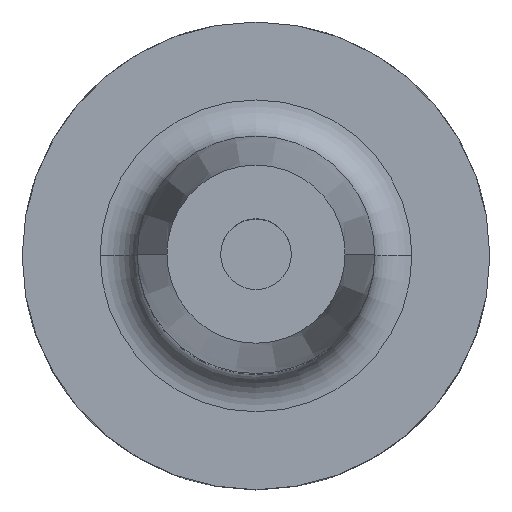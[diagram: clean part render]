
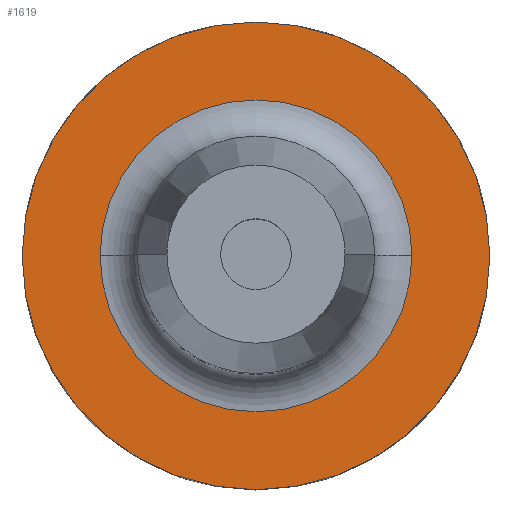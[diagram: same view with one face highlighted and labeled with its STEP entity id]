
A CAD part, top view. The second image highlights one B-rep face of the part: STEP entity #1619.
In plain terms, the highlighted planar face has unit normal (0, 0, 1).
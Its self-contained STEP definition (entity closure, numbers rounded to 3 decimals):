
#28 = ORIENTED_EDGE ( 'NONE', *, *, #3216, .T. ) ;
#166 = CIRCLE ( 'NONE', #470, 21. ) ;
#470 = AXIS2_PLACEMENT_3D ( 'NONE', #4230, #1986, #4610 ) ;
#523 = FACE_OUTER_BOUND ( 'NONE', #4049, .T. ) ;
#528 = CIRCLE ( 'NONE', #2542, 31.5 ) ;
#736 = ORIENTED_EDGE ( 'NONE', *, *, #2164, .T. ) ;
#918 = VERTEX_POINT ( 'NONE', #3090 ) ;
#1085 = EDGE_CURVE ( 'NONE', #918, #2787, #528, .T. ) ;
#1141 = DIRECTION ( 'NONE',  ( -1., 0., 0. ) ) ;
#1420 = DIRECTION ( 'NONE',  ( 0., 0., 1. ) ) ;
#1500 = CARTESIAN_POINT ( 'NONE',  ( 0., 0., 22. ) ) ;
#1506 = ORIENTED_EDGE ( 'NONE', *, *, #4246, .T. ) ;
#1619 = ADVANCED_FACE ( 'NONE', ( #4691, #523 ), #2288, .F. ) ;
#1779 = DIRECTION ( 'NONE',  ( 0., 0., -1. ) ) ;
#1788 = CIRCLE ( 'NONE', #3952, 31.5 ) ;
#1895 = DIRECTION ( 'NONE',  ( 1., 0., 0. ) ) ;
#1986 = DIRECTION ( 'NONE',  ( 0., 0., -1. ) ) ;
#2015 = EDGE_LOOP ( 'NONE', ( #1506, #736 ) ) ;
#2164 = EDGE_CURVE ( 'NONE', #4539, #2879, #166, .T. ) ;
#2194 = CIRCLE ( 'NONE', #3170, 21. ) ;
#2281 = CARTESIAN_POINT ( 'NONE',  ( 21., 0., 22. ) ) ;
#2288 = PLANE ( 'NONE',  #2794 ) ;
#2542 = AXIS2_PLACEMENT_3D ( 'NONE', #1500, #4149, #1895 ) ;
#2787 = VERTEX_POINT ( 'NONE', #4304 ) ;
#2794 = AXIS2_PLACEMENT_3D ( 'NONE', #4529, #3420, #1141 ) ;
#2879 = VERTEX_POINT ( 'NONE', #3213 ) ;
#3090 = CARTESIAN_POINT ( 'NONE',  ( -31.5, 0., 22. ) ) ;
#3141 = ORIENTED_EDGE ( 'NONE', *, *, #1085, .T. ) ;
#3170 = AXIS2_PLACEMENT_3D ( 'NONE', #4030, #1779, #4411 ) ;
#3213 = CARTESIAN_POINT ( 'NONE',  ( -21., 0., 22. ) ) ;
#3216 = EDGE_CURVE ( 'NONE', #2787, #918, #1788, .T. ) ;
#3420 = DIRECTION ( 'NONE',  ( 0., 0., -1. ) ) ;
#3689 = CARTESIAN_POINT ( 'NONE',  ( 0., 0., 22. ) ) ;
#3952 = AXIS2_PLACEMENT_3D ( 'NONE', #3689, #1420, #4078 ) ;
#4030 = CARTESIAN_POINT ( 'NONE',  ( 0., 0., 22. ) ) ;
#4049 = EDGE_LOOP ( 'NONE', ( #28, #3141 ) ) ;
#4078 = DIRECTION ( 'NONE',  ( 1., 0., 0. ) ) ;
#4149 = DIRECTION ( 'NONE',  ( 0., 0., 1. ) ) ;
#4230 = CARTESIAN_POINT ( 'NONE',  ( 0., 0., 22. ) ) ;
#4246 = EDGE_CURVE ( 'NONE', #2879, #4539, #2194, .T. ) ;
#4304 = CARTESIAN_POINT ( 'NONE',  ( 31.5, 0., 22. ) ) ;
#4411 = DIRECTION ( 'NONE',  ( -1., 0., 0. ) ) ;
#4529 = CARTESIAN_POINT ( 'NONE',  ( 0., 0., 22. ) ) ;
#4539 = VERTEX_POINT ( 'NONE', #2281 ) ;
#4610 = DIRECTION ( 'NONE',  ( -1., 0., 0. ) ) ;
#4691 = FACE_BOUND ( 'NONE', #2015, .T. ) ;
